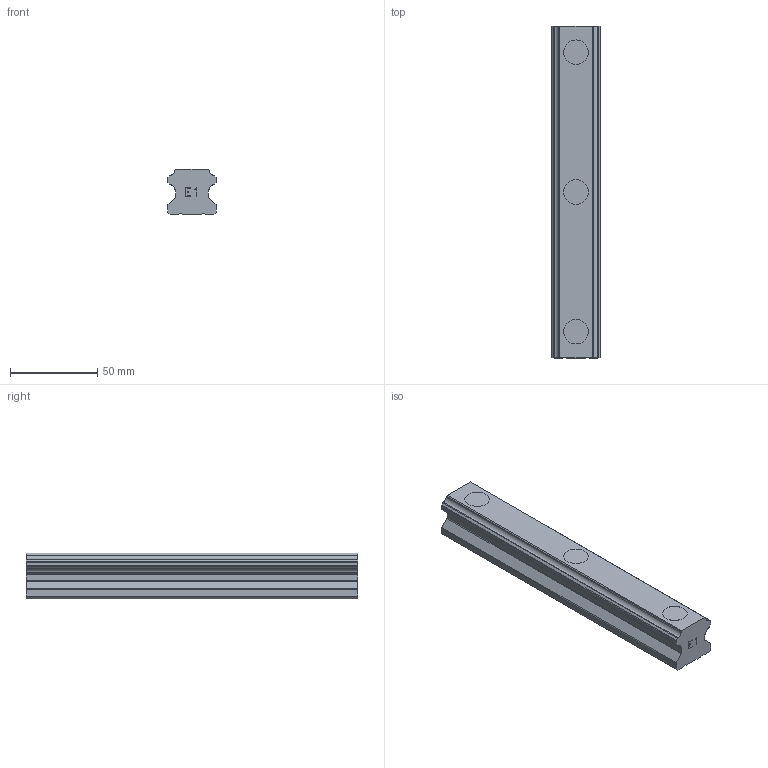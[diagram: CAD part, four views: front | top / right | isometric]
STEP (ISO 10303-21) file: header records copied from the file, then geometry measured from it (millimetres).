
FILE_DESCRIPTION(('STEP AP214'),'1');
FILE_NAME('cctmp_D670F325-AF4E-4F7B-92D0-AEA26331FBCC_2020_6_24_15_16_7_811..stp','2020-06-24T13:16:07',('HIWIN GmbH'),('CADClick - www.CADClick.com'),'Spatial InterOp 3D',' ','unknown authorization');
FILE_SCHEMA(('AUTOMOTIVE_DESIGN'));
Length unit declared in the file: millimetre
Products named in the file (1): HGR30R190H_FILE
Bounding box: 28 x 190 x 26 mm (x, y, z)
Volume: 108950.3 mm3; surface area: 25349.3 mm2
Topology: 1 solids, 1 shells, 142 faces, 381 edges, 254 vertices
Faces by surface type: plane 102, cylinder 40
Entity records: 5585 total; most frequent: CARTESIAN_POINT 778, ORIENTED_EDGE 762, DIRECTION 747, EDGE_CURVE 381, LINE 301, VECTOR 301, VERTEX_POINT 254, AXIS2_PLACEMENT_3D 223
